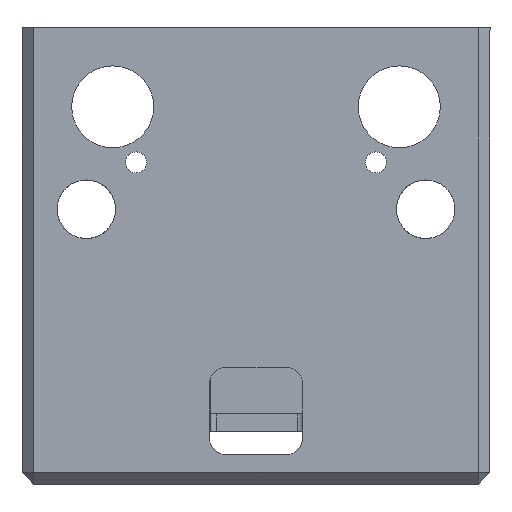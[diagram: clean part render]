
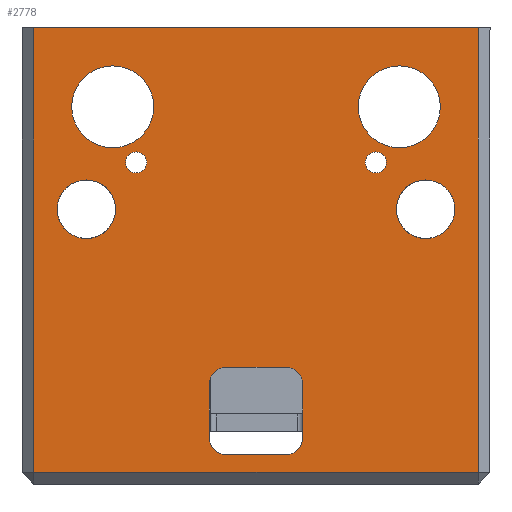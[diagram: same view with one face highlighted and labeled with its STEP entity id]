
A CAD part, front view. The second image highlights one B-rep face of the part: STEP entity #2778.
In plain terms, the highlighted face is planar.
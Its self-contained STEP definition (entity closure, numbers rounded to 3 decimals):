
#84=FACE_BOUND('',#486,.T.);
#85=FACE_BOUND('',#487,.T.);
#86=FACE_BOUND('',#488,.T.);
#87=FACE_BOUND('',#489,.T.);
#88=FACE_BOUND('',#490,.T.);
#89=FACE_BOUND('',#491,.T.);
#90=FACE_BOUND('',#492,.T.);
#165=PLANE('',#3085);
#308=FACE_OUTER_BOUND('',#485,.T.);
#485=EDGE_LOOP('',(#2556,#2557,#2558,#2559));
#486=EDGE_LOOP('',(#2560,#2561,#2562,#2563,#2564,#2565,#2566,#2567));
#487=EDGE_LOOP('',(#2568));
#488=EDGE_LOOP('',(#2569));
#489=EDGE_LOOP('',(#2570));
#490=EDGE_LOOP('',(#2571));
#491=EDGE_LOOP('',(#2572));
#492=EDGE_LOOP('',(#2573));
#691=LINE('',#4481,#957);
#696=LINE('',#4491,#962);
#700=LINE('',#4498,#966);
#718=LINE('',#4546,#984);
#721=LINE('',#4557,#987);
#743=LINE('',#4672,#1009);
#744=LINE('',#4682,#1010);
#758=LINE('',#4722,#1024);
#957=VECTOR('',#3665,10.);
#962=VECTOR('',#3674,10.);
#966=VECTOR('',#3680,10.);
#984=VECTOR('',#3726,10.);
#987=VECTOR('',#3737,10.);
#1009=VECTOR('',#3827,10.);
#1010=VECTOR('',#3838,10.);
#1024=VECTOR('',#3892,10.);
#1114=CIRCLE('',#3020,3.);
#1116=CIRCLE('',#3024,3.);
#1120=CIRCLE('',#3037,3.);
#1131=CIRCLE('',#3057,3.);
#1136=CIRCLE('',#3073,7.);
#1137=CIRCLE('',#3075,7.);
#1138=CIRCLE('',#3077,5.);
#1139=CIRCLE('',#3079,5.);
#1140=CIRCLE('',#3081,1.8);
#1141=CIRCLE('',#3083,1.8);
#1332=VERTEX_POINT('',#4474);
#1334=VERTEX_POINT('',#4479);
#1337=VERTEX_POINT('',#4487);
#1338=VERTEX_POINT('',#4494);
#1352=VERTEX_POINT('',#4536);
#1353=VERTEX_POINT('',#4538);
#1355=VERTEX_POINT('',#4544);
#1358=VERTEX_POINT('',#4551);
#1359=VERTEX_POINT('',#4553);
#1370=VERTEX_POINT('',#4603);
#1386=VERTEX_POINT('',#4664);
#1387=VERTEX_POINT('',#4666);
#1392=VERTEX_POINT('',#4698);
#1393=VERTEX_POINT('',#4702);
#1394=VERTEX_POINT('',#4706);
#1395=VERTEX_POINT('',#4710);
#1396=VERTEX_POINT('',#4714);
#1397=VERTEX_POINT('',#4718);
#1680=EDGE_CURVE('',#1334,#1332,#691,.T.);
#1685=EDGE_CURVE('',#1332,#1337,#696,.T.);
#1689=EDGE_CURVE('',#1337,#1338,#700,.T.);
#1709=EDGE_CURVE('',#1352,#1353,#1114,.T.);
#1713=EDGE_CURVE('',#1352,#1355,#718,.T.);
#1716=EDGE_CURVE('',#1358,#1359,#1116,.T.);
#1718=EDGE_CURVE('',#1358,#1353,#721,.T.);
#1736=EDGE_CURVE('',#1370,#1355,#1120,.T.);
#1761=EDGE_CURVE('',#1386,#1387,#1131,.T.);
#1764=EDGE_CURVE('',#1370,#1387,#743,.T.);
#1769=EDGE_CURVE('',#1386,#1359,#744,.T.);
#1777=EDGE_CURVE('',#1392,#1392,#1136,.T.);
#1779=EDGE_CURVE('',#1393,#1393,#1137,.T.);
#1781=EDGE_CURVE('',#1394,#1394,#1138,.T.);
#1783=EDGE_CURVE('',#1395,#1395,#1139,.T.);
#1785=EDGE_CURVE('',#1396,#1396,#1140,.T.);
#1787=EDGE_CURVE('',#1397,#1397,#1141,.T.);
#1789=EDGE_CURVE('',#1338,#1334,#758,.T.);
#2556=ORIENTED_EDGE('',*,*,#1680,.F.);
#2557=ORIENTED_EDGE('',*,*,#1789,.F.);
#2558=ORIENTED_EDGE('',*,*,#1689,.F.);
#2559=ORIENTED_EDGE('',*,*,#1685,.F.);
#2560=ORIENTED_EDGE('',*,*,#1769,.T.);
#2561=ORIENTED_EDGE('',*,*,#1716,.F.);
#2562=ORIENTED_EDGE('',*,*,#1718,.T.);
#2563=ORIENTED_EDGE('',*,*,#1709,.F.);
#2564=ORIENTED_EDGE('',*,*,#1713,.T.);
#2565=ORIENTED_EDGE('',*,*,#1736,.F.);
#2566=ORIENTED_EDGE('',*,*,#1764,.T.);
#2567=ORIENTED_EDGE('',*,*,#1761,.F.);
#2568=ORIENTED_EDGE('',*,*,#1777,.T.);
#2569=ORIENTED_EDGE('',*,*,#1779,.T.);
#2570=ORIENTED_EDGE('',*,*,#1781,.T.);
#2571=ORIENTED_EDGE('',*,*,#1783,.T.);
#2572=ORIENTED_EDGE('',*,*,#1785,.T.);
#2573=ORIENTED_EDGE('',*,*,#1787,.T.);
#2778=ADVANCED_FACE('',(#308,#84,#85,#86,#87,#88,#89,#90),#165,.F.);
#3020=AXIS2_PLACEMENT_3D('',#4539,#3719,#3720);
#3024=AXIS2_PLACEMENT_3D('',#4554,#3732,#3733);
#3037=AXIS2_PLACEMENT_3D('',#4605,#3769,#3770);
#3057=AXIS2_PLACEMENT_3D('',#4667,#3819,#3820);
#3073=AXIS2_PLACEMENT_3D('',#4699,#3862,#3863);
#3075=AXIS2_PLACEMENT_3D('',#4703,#3867,#3868);
#3077=AXIS2_PLACEMENT_3D('',#4707,#3872,#3873);
#3079=AXIS2_PLACEMENT_3D('',#4711,#3877,#3878);
#3081=AXIS2_PLACEMENT_3D('',#4715,#3882,#3883);
#3083=AXIS2_PLACEMENT_3D('',#4719,#3887,#3888);
#3085=AXIS2_PLACEMENT_3D('',#4723,#3893,#3894);
#3665=DIRECTION('',(0.,0.,1.));
#3674=DIRECTION('',(0.,-1.,0.));
#3680=DIRECTION('',(0.,0.,-1.));
#3719=DIRECTION('center_axis',(-1.,0.,0.));
#3720=DIRECTION('ref_axis',(0.,0.707,-0.707));
#3726=DIRECTION('',(0.,0.,1.));
#3732=DIRECTION('center_axis',(-1.,0.,0.));
#3733=DIRECTION('ref_axis',(0.,-0.707,-0.707));
#3737=DIRECTION('',(0.,1.,0.));
#3769=DIRECTION('center_axis',(-1.,0.,0.));
#3770=DIRECTION('ref_axis',(0.,0.707,0.707));
#3819=DIRECTION('center_axis',(-1.,0.,0.));
#3820=DIRECTION('ref_axis',(0.,-0.707,0.707));
#3827=DIRECTION('',(0.,-1.,0.));
#3838=DIRECTION('',(0.,0.,-1.));
#3862=DIRECTION('center_axis',(1.,0.,0.));
#3863=DIRECTION('ref_axis',(0.,-1.,0.));
#3867=DIRECTION('center_axis',(1.,0.,0.));
#3868=DIRECTION('ref_axis',(0.,-1.,0.));
#3872=DIRECTION('center_axis',(1.,0.,0.));
#3873=DIRECTION('ref_axis',(0.,-1.,0.));
#3877=DIRECTION('center_axis',(1.,0.,0.));
#3878=DIRECTION('ref_axis',(0.,-1.,0.));
#3882=DIRECTION('center_axis',(1.,0.,0.));
#3883=DIRECTION('ref_axis',(0.,-1.,0.));
#3887=DIRECTION('center_axis',(1.,0.,0.));
#3888=DIRECTION('ref_axis',(0.,-1.,0.));
#3892=DIRECTION('',(0.,1.,0.));
#3893=DIRECTION('center_axis',(1.,0.,0.));
#3894=DIRECTION('ref_axis',(0.,1.,0.));
#4474=CARTESIAN_POINT('',(0.,38.,76.));
#4479=CARTESIAN_POINT('',(0.,38.,0.));
#4481=CARTESIAN_POINT('',(0.,38.,19.5));
#4487=CARTESIAN_POINT('',(0.,-38.,76.));
#4491=CARTESIAN_POINT('',(0.,20.,76.));
#4494=CARTESIAN_POINT('',(0.,-38.,0.));
#4498=CARTESIAN_POINT('',(0.,-38.,58.5));
#4536=CARTESIAN_POINT('',(0.,8.,61.));
#4538=CARTESIAN_POINT('',(0.,5.,58.));
#4539=CARTESIAN_POINT('Origin',(0.,5.,61.));
#4544=CARTESIAN_POINT('',(0.,8.,70.));
#4546=CARTESIAN_POINT('',(0.,8.,56.));
#4551=CARTESIAN_POINT('',(0.,-5.,58.));
#4553=CARTESIAN_POINT('',(0.,-8.,61.));
#4554=CARTESIAN_POINT('Origin',(0.,-5.,61.));
#4557=CARTESIAN_POINT('',(0.,4.,58.));
#4603=CARTESIAN_POINT('',(0.,5.,73.));
#4605=CARTESIAN_POINT('Origin',(0.,5.,70.));
#4664=CARTESIAN_POINT('',(0.,-8.,70.));
#4666=CARTESIAN_POINT('',(0.,-5.,73.));
#4667=CARTESIAN_POINT('Origin',(0.,-5.,70.));
#4672=CARTESIAN_POINT('',(0.,-4.,73.));
#4682=CARTESIAN_POINT('',(0.,-8.,48.5));
#4698=CARTESIAN_POINT('',(0.,-17.5,13.5));
#4699=CARTESIAN_POINT('Origin',(0.,-24.5,13.5));
#4702=CARTESIAN_POINT('',(0.,31.5,13.5));
#4703=CARTESIAN_POINT('Origin',(0.,24.5,13.5));
#4706=CARTESIAN_POINT('',(0.,-24.,31.));
#4707=CARTESIAN_POINT('Origin',(0.,-29.,31.));
#4710=CARTESIAN_POINT('',(0.,34.,31.));
#4711=CARTESIAN_POINT('Origin',(0.,29.,31.));
#4714=CARTESIAN_POINT('',(0.,-18.7,23.));
#4715=CARTESIAN_POINT('Origin',(0.,-20.5,23.));
#4718=CARTESIAN_POINT('',(0.,22.3,23.));
#4719=CARTESIAN_POINT('Origin',(0.,20.5,23.));
#4722=CARTESIAN_POINT('',(0.,-40.,0.));
#4723=CARTESIAN_POINT('Origin',(0.,0.,39.));
